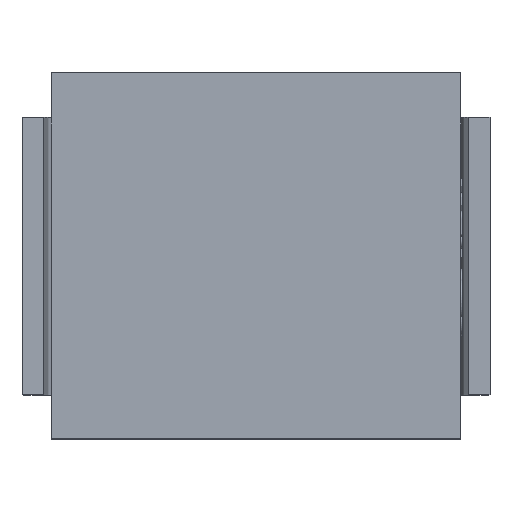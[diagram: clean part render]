
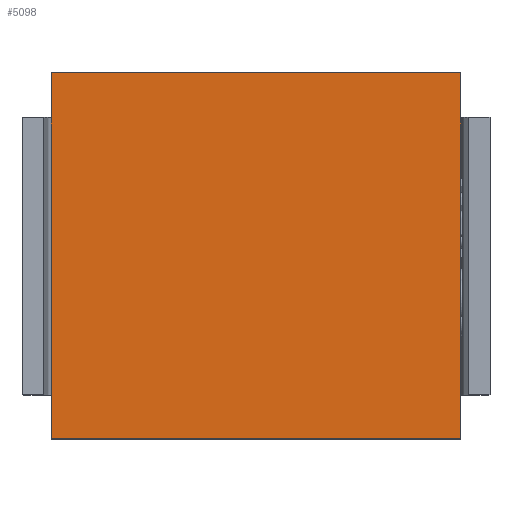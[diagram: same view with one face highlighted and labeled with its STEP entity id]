
A CAD part, top view. The second image highlights one B-rep face of the part: STEP entity #5098.
In plain terms, the highlighted planar face has unit normal (0, 0, 1).
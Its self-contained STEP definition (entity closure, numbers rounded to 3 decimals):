
#137 = CARTESIAN_POINT ( 'NONE',  ( -1.4, 1.25, 2.15 ) ) ;
#377 = VERTEX_POINT ( 'NONE', #5050 ) ;
#705 = VECTOR ( 'NONE', #4230, 1000. ) ;
#1616 = EDGE_CURVE ( 'NONE', #3897, #4512, #9163, .T. ) ;
#1796 = DIRECTION ( 'NONE',  ( 0., 1., 0. ) ) ;
#3069 = PLANE ( 'NONE',  #13004 ) ;
#3154 = CARTESIAN_POINT ( 'NONE',  ( 1.4, 1.25, 2.15 ) ) ;
#3195 = LINE ( 'NONE', #15283, #705 ) ;
#3204 = ORIENTED_EDGE ( 'NONE', *, *, #6376, .T. ) ;
#3598 = ORIENTED_EDGE ( 'NONE', *, *, #12415, .T. ) ;
#3897 = VERTEX_POINT ( 'NONE', #12210 ) ;
#4230 = DIRECTION ( 'NONE',  ( 1., 0., 0. ) ) ;
#4512 = VERTEX_POINT ( 'NONE', #14451 ) ;
#5050 = CARTESIAN_POINT ( 'NONE',  ( -1.4, -1.25, 2.15 ) ) ;
#5098 = ADVANCED_FACE ( 'NONE', ( #5378 ), #3069, .T. ) ;
#5299 = DIRECTION ( 'NONE',  ( 1., 0., 0. ) ) ;
#5378 = FACE_OUTER_BOUND ( 'NONE', #11430, .T. ) ;
#5609 = CARTESIAN_POINT ( 'NONE',  ( 0., 0., 2.15 ) ) ;
#6218 = EDGE_CURVE ( 'NONE', #4512, #377, #7624, .T. ) ;
#6333 = DIRECTION ( 'NONE',  ( 0., -1., 0. ) ) ;
#6376 = EDGE_CURVE ( 'NONE', #377, #15992, #3195, .T. ) ;
#6670 = VECTOR ( 'NONE', #1796, 1000. ) ;
#6811 = ORIENTED_EDGE ( 'NONE', *, *, #1616, .T. ) ;
#7624 = LINE ( 'NONE', #137, #9718 ) ;
#7868 = CARTESIAN_POINT ( 'NONE',  ( -1.4, 1.25, 2.15 ) ) ;
#8025 = DIRECTION ( 'NONE',  ( -1., 0., 0. ) ) ;
#8553 = VECTOR ( 'NONE', #8025, 1000. ) ;
#9163 = LINE ( 'NONE', #7868, #8553 ) ;
#9275 = LINE ( 'NONE', #3154, #6670 ) ;
#9718 = VECTOR ( 'NONE', #6333, 1000. ) ;
#10248 = DIRECTION ( 'NONE',  ( 0., 0., 1. ) ) ;
#11430 = EDGE_LOOP ( 'NONE', ( #3598, #6811, #15274, #3204 ) ) ;
#12210 = CARTESIAN_POINT ( 'NONE',  ( 1.4, 1.25, 2.15 ) ) ;
#12415 = EDGE_CURVE ( 'NONE', #15992, #3897, #9275, .T. ) ;
#13004 = AXIS2_PLACEMENT_3D ( 'NONE', #5609, #10248, #5299 ) ;
#13628 = CARTESIAN_POINT ( 'NONE',  ( 1.4, -1.25, 2.15 ) ) ;
#14451 = CARTESIAN_POINT ( 'NONE',  ( -1.4, 1.25, 2.15 ) ) ;
#15274 = ORIENTED_EDGE ( 'NONE', *, *, #6218, .T. ) ;
#15283 = CARTESIAN_POINT ( 'NONE',  ( -1.4, -1.25, 2.15 ) ) ;
#15992 = VERTEX_POINT ( 'NONE', #13628 ) ;
